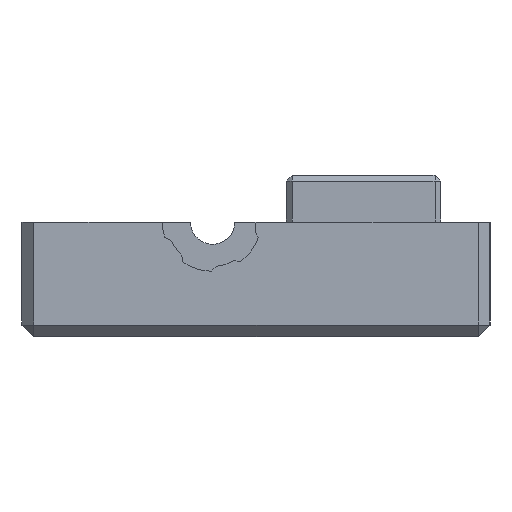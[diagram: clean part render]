
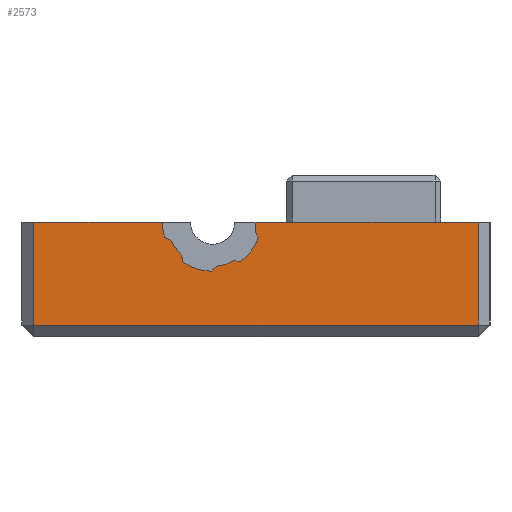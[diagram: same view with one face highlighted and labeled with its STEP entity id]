
A CAD part, left-side view. The second image highlights one B-rep face of the part: STEP entity #2573.
In plain terms, the highlighted planar face has unit normal (-1, 0, 0).
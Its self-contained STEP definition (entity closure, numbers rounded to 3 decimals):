
#34=CIRCLE('',#2738,1.9);
#35=CIRCLE('',#2739,2.1);
#36=CIRCLE('',#2740,1.9);
#37=CIRCLE('',#2741,2.1);
#38=CIRCLE('',#2742,1.9);
#39=CIRCLE('',#2743,2.1);
#97=FACE_OUTER_BOUND('',#248,.T.);
#248=EDGE_LOOP('',(#1754,#1755,#1756,#1757,#1758,#1759,#1760,#1761,#1762,
#1763,#1764,#1765,#1766,#1767,#1768,#1769,#1770));
#414=LINE('',#3670,#751);
#419=LINE('',#3679,#756);
#423=LINE('',#3686,#760);
#430=LINE('',#3700,#767);
#453=LINE('',#3746,#790);
#454=LINE('',#3748,#791);
#455=LINE('',#3752,#792);
#456=LINE('',#3756,#793);
#457=LINE('',#3760,#794);
#458=LINE('',#3764,#795);
#459=LINE('',#3768,#796);
#751=VECTOR('',#2948,10.);
#756=VECTOR('',#2957,10.);
#760=VECTOR('',#2963,10.);
#767=VECTOR('',#2978,10.);
#790=VECTOR('',#3003,10.);
#791=VECTOR('',#3004,10.);
#792=VECTOR('',#3007,10.);
#793=VECTOR('',#3010,10.);
#794=VECTOR('',#3013,10.);
#795=VECTOR('',#3016,10.);
#796=VECTOR('',#3019,10.);
#1081=VERTEX_POINT('',#3659);
#1082=VERTEX_POINT('',#3663);
#1086=VERTEX_POINT('',#3677);
#1087=VERTEX_POINT('',#3682);
#1091=VERTEX_POINT('',#3699);
#1113=VERTEX_POINT('',#3745);
#1114=VERTEX_POINT('',#3747);
#1115=VERTEX_POINT('',#3749);
#1116=VERTEX_POINT('',#3751);
#1117=VERTEX_POINT('',#3753);
#1118=VERTEX_POINT('',#3755);
#1119=VERTEX_POINT('',#3757);
#1120=VERTEX_POINT('',#3759);
#1121=VERTEX_POINT('',#3761);
#1122=VERTEX_POINT('',#3763);
#1123=VERTEX_POINT('',#3765);
#1124=VERTEX_POINT('',#3767);
#1322=EDGE_CURVE('',#1082,#1081,#414,.T.);
#1327=EDGE_CURVE('',#1086,#1082,#419,.T.);
#1331=EDGE_CURVE('',#1081,#1087,#423,.T.);
#1338=EDGE_CURVE('',#1087,#1091,#430,.F.);
#1361=EDGE_CURVE('',#1113,#1086,#453,.T.);
#1362=EDGE_CURVE('',#1114,#1113,#454,.F.);
#1363=EDGE_CURVE('',#1114,#1115,#34,.T.);
#1364=EDGE_CURVE('',#1116,#1115,#455,.F.);
#1365=EDGE_CURVE('',#1116,#1117,#35,.F.);
#1366=EDGE_CURVE('',#1118,#1117,#456,.F.);
#1367=EDGE_CURVE('',#1118,#1119,#36,.T.);
#1368=EDGE_CURVE('',#1120,#1119,#457,.F.);
#1369=EDGE_CURVE('',#1120,#1121,#37,.F.);
#1370=EDGE_CURVE('',#1122,#1121,#458,.F.);
#1371=EDGE_CURVE('',#1122,#1123,#38,.T.);
#1372=EDGE_CURVE('',#1124,#1123,#459,.F.);
#1373=EDGE_CURVE('',#1124,#1091,#39,.F.);
#1754=ORIENTED_EDGE('',*,*,#1331,.F.);
#1755=ORIENTED_EDGE('',*,*,#1322,.F.);
#1756=ORIENTED_EDGE('',*,*,#1327,.F.);
#1757=ORIENTED_EDGE('',*,*,#1361,.F.);
#1758=ORIENTED_EDGE('',*,*,#1362,.F.);
#1759=ORIENTED_EDGE('',*,*,#1363,.T.);
#1760=ORIENTED_EDGE('',*,*,#1364,.F.);
#1761=ORIENTED_EDGE('',*,*,#1365,.T.);
#1762=ORIENTED_EDGE('',*,*,#1366,.F.);
#1763=ORIENTED_EDGE('',*,*,#1367,.T.);
#1764=ORIENTED_EDGE('',*,*,#1368,.F.);
#1765=ORIENTED_EDGE('',*,*,#1369,.T.);
#1766=ORIENTED_EDGE('',*,*,#1370,.F.);
#1767=ORIENTED_EDGE('',*,*,#1371,.T.);
#1768=ORIENTED_EDGE('',*,*,#1372,.F.);
#1769=ORIENTED_EDGE('',*,*,#1373,.T.);
#1770=ORIENTED_EDGE('',*,*,#1338,.F.);
#2441=PLANE('',#2737);
#2573=ADVANCED_FACE('',(#97),#2441,.T.);
#2737=AXIS2_PLACEMENT_3D('',#3744,#3001,#3002);
#2738=AXIS2_PLACEMENT_3D('',#3750,#3005,#3006);
#2739=AXIS2_PLACEMENT_3D('',#3754,#3008,#3009);
#2740=AXIS2_PLACEMENT_3D('',#3758,#3011,#3012);
#2741=AXIS2_PLACEMENT_3D('',#3762,#3014,#3015);
#2742=AXIS2_PLACEMENT_3D('',#3766,#3017,#3018);
#2743=AXIS2_PLACEMENT_3D('',#3769,#3020,#3021);
#2948=DIRECTION('',(0.,1.,0.));
#2957=DIRECTION('',(0.,0.,-1.));
#2963=DIRECTION('',(0.,0.,1.));
#2978=DIRECTION('',(0.,1.,0.));
#3001=DIRECTION('center_axis',(-1.,0.,0.));
#3002=DIRECTION('ref_axis',(0.,0.,1.));
#3003=DIRECTION('',(0.,-1.,0.));
#3004=DIRECTION('',(0.,1.,0.));
#3005=DIRECTION('center_axis',(1.,0.,0.));
#3006=DIRECTION('ref_axis',(0.,1.,0.));
#3007=DIRECTION('',(0.,-0.477,-0.879));
#3008=DIRECTION('center_axis',(-1.,0.,0.));
#3009=DIRECTION('ref_axis',(0.,1.,0.));
#3010=DIRECTION('',(0.,0.983,0.182));
#3011=DIRECTION('center_axis',(1.,0.,0.));
#3012=DIRECTION('ref_axis',(0.,1.,0.));
#3013=DIRECTION('',(0.,0.688,-0.725));
#3014=DIRECTION('center_axis',(-1.,0.,0.));
#3015=DIRECTION('ref_axis',(0.,1.,0.));
#3016=DIRECTION('',(0.,0.13,0.991));
#3017=DIRECTION('center_axis',(1.,0.,0.));
#3018=DIRECTION('ref_axis',(0.,1.,0.));
#3019=DIRECTION('',(0.,0.903,0.43));
#3020=DIRECTION('center_axis',(-1.,0.,0.));
#3021=DIRECTION('ref_axis',(0.,1.,0.));
#3659=CARTESIAN_POINT('',(-12.4,13.5,-4.4));
#3663=CARTESIAN_POINT('',(-12.4,-5.5,-4.4));
#3670=CARTESIAN_POINT('',(-12.4,3.75,-4.4));
#3677=CARTESIAN_POINT('',(-12.4,-5.5,0.));
#3679=CARTESIAN_POINT('',(-12.4,-5.5,0.));
#3682=CARTESIAN_POINT('',(-12.4,13.5,0.));
#3686=CARTESIAN_POINT('',(-12.4,13.5,2.45));
#3699=CARTESIAN_POINT('',(-12.4,8.,0.));
#3700=CARTESIAN_POINT('',(-12.4,3.25,0.));
#3744=CARTESIAN_POINT('Origin',(-12.4,2.5,0.));
#3745=CARTESIAN_POINT('',(-12.4,3.8,0.));
#3746=CARTESIAN_POINT('',(-12.4,3.25,0.));
#3747=CARTESIAN_POINT('',(-12.4,4.,0.));
#3748=CARTESIAN_POINT('',(-12.4,3.25,0.));
#3749=CARTESIAN_POINT('',(-12.4,4.041,-0.394));
#3750=CARTESIAN_POINT('Origin',(-12.4,5.9,0.));
#3751=CARTESIAN_POINT('',(-12.4,3.903,-0.649));
#3752=CARTESIAN_POINT('',(-12.4,3.914,-0.629));
#3753=CARTESIAN_POINT('',(-12.4,4.666,-1.699));
#3754=CARTESIAN_POINT('Origin',(-12.4,5.9,0.));
#3755=CARTESIAN_POINT('',(-12.4,4.951,-1.646));
#3756=CARTESIAN_POINT('',(-12.4,3.843,-1.852));
#3757=CARTESIAN_POINT('',(-12.4,5.7,-1.889));
#3758=CARTESIAN_POINT('Origin',(-12.4,5.9,0.));
#3759=CARTESIAN_POINT('',(-12.4,5.9,-2.1));
#3760=CARTESIAN_POINT('',(-12.4,4.521,-0.646));
#3761=CARTESIAN_POINT('',(-12.4,7.134,-1.699));
#3762=CARTESIAN_POINT('Origin',(-12.4,5.9,0.));
#3763=CARTESIAN_POINT('',(-12.4,7.172,-1.411));
#3764=CARTESIAN_POINT('',(-12.4,7.214,-1.092));
#3765=CARTESIAN_POINT('',(-12.4,7.635,-0.774));
#3766=CARTESIAN_POINT('Origin',(-12.4,5.9,0.));
#3767=CARTESIAN_POINT('',(-12.4,7.897,-0.649));
#3768=CARTESIAN_POINT('',(-12.4,5.759,-1.668));
#3769=CARTESIAN_POINT('Origin',(-12.4,5.9,0.));
